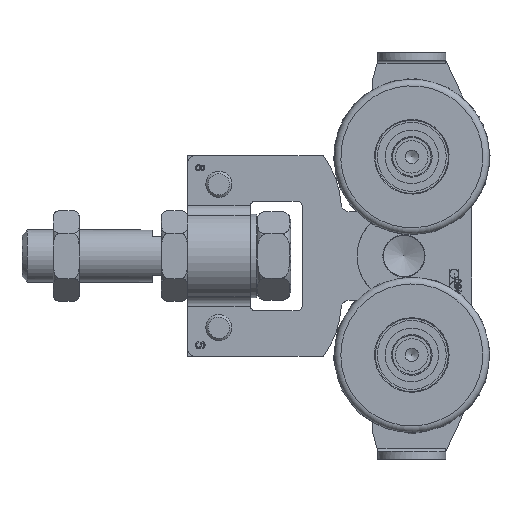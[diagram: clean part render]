
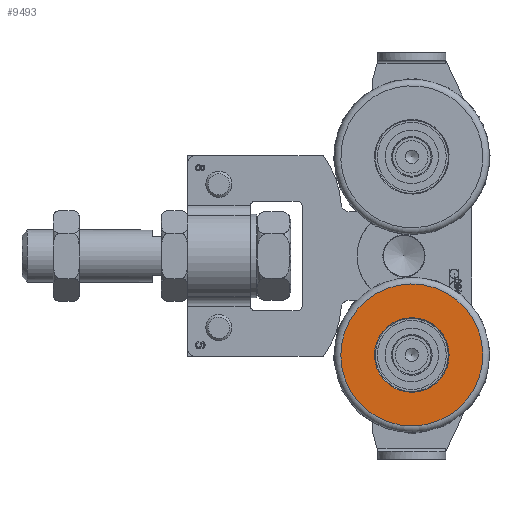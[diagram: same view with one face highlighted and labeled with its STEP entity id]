
A CAD part, top view. The second image highlights one B-rep face of the part: STEP entity #9493.
In plain terms, the highlighted face is planar.
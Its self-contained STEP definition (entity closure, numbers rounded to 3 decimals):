
#904=FACE_BOUND('',#2397,.T.);
#1157=CIRCLE('',#10304,14.304);
#1158=CIRCLE('',#10306,27.227);
#1724=FACE_OUTER_BOUND('',#2396,.T.);
#2396=EDGE_LOOP('',(#8429));
#2397=EDGE_LOOP('',(#8430));
#4686=VERTEX_POINT('',#17057);
#4687=VERTEX_POINT('',#17060);
#5954=EDGE_CURVE('',#4686,#4686,#1157,.T.);
#5955=EDGE_CURVE('',#4687,#4687,#1158,.T.);
#8429=ORIENTED_EDGE('',*,*,#5955,.F.);
#8430=ORIENTED_EDGE('',*,*,#5954,.T.);
#8986=PLANE('',#10305);
#9493=ADVANCED_FACE('',(#1724,#904),#8986,.T.);
#10304=AXIS2_PLACEMENT_3D('',#17058,#12428,#12429);
#10305=AXIS2_PLACEMENT_3D('',#17059,#12430,#12431);
#10306=AXIS2_PLACEMENT_3D('',#17061,#12432,#12433);
#12428=DIRECTION('center_axis',(1.,0.,0.));
#12429=DIRECTION('ref_axis',(0.,1.,0.));
#12430=DIRECTION('center_axis',(-1.,0.,0.));
#12431=DIRECTION('ref_axis',(0.,0.,1.));
#12432=DIRECTION('center_axis',(1.,0.,0.));
#12433=DIRECTION('ref_axis',(0.,1.,0.));
#17057=CARTESIAN_POINT('',(95.8,185.275,0.));
#17058=CARTESIAN_POINT('Origin',(95.8,170.971,0.));
#17059=CARTESIAN_POINT('Origin',(95.8,191.736,0.));
#17060=CARTESIAN_POINT('',(95.8,198.198,0.));
#17061=CARTESIAN_POINT('Origin',(95.8,170.971,0.));
